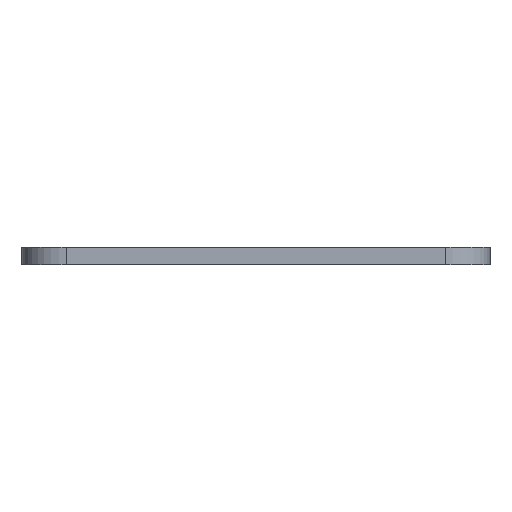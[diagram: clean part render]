
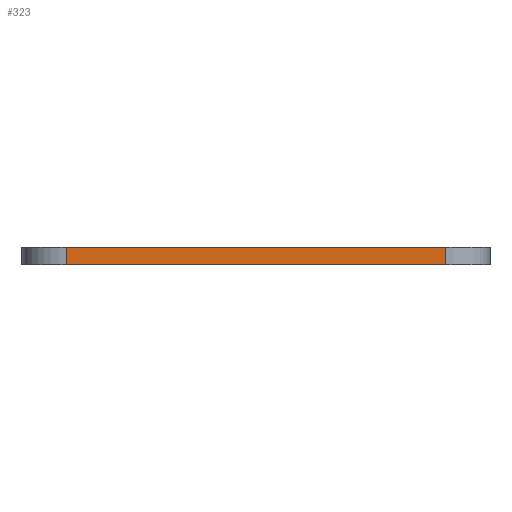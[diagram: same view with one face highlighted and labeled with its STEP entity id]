
A CAD part, left-side view. The second image highlights one B-rep face of the part: STEP entity #323.
In plain terms, the highlighted planar face has unit normal (-1, 0, 0).
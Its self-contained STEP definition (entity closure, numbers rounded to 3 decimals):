
#93 = EDGE_CURVE('',#94,#96,#98,.T.);
#94 = VERTEX_POINT('',#95);
#95 = CARTESIAN_POINT('',(0.013,-4.,0.));
#96 = VERTEX_POINT('',#97);
#97 = CARTESIAN_POINT('',(0.013,-4.,1.6));
#98 = LINE('',#99,#100);
#99 = CARTESIAN_POINT('',(0.013,-4.,0.));
#100 = VECTOR('',#101,1.);
#101 = DIRECTION('',(0.,0.,1.));
#296 = VERTEX_POINT('',#297);
#297 = CARTESIAN_POINT('',(0.013,-38.,1.6));
#304 = EDGE_CURVE('',#305,#296,#307,.T.);
#305 = VERTEX_POINT('',#306);
#306 = CARTESIAN_POINT('',(0.013,-38.,0.));
#307 = LINE('',#308,#309);
#308 = CARTESIAN_POINT('',(0.013,-38.,0.));
#309 = VECTOR('',#310,1.);
#310 = DIRECTION('',(0.,0.,1.));
#323 = ADVANCED_FACE('',(#324),#340,.T.);
#324 = FACE_BOUND('',#325,.T.);
#325 = EDGE_LOOP('',(#326,#327,#333,#334));
#326 = ORIENTED_EDGE('',*,*,#304,.T.);
#327 = ORIENTED_EDGE('',*,*,#328,.T.);
#328 = EDGE_CURVE('',#296,#96,#329,.T.);
#329 = LINE('',#330,#331);
#330 = CARTESIAN_POINT('',(0.013,-38.,1.6));
#331 = VECTOR('',#332,1.);
#332 = DIRECTION('',(0.,1.,0.));
#333 = ORIENTED_EDGE('',*,*,#93,.F.);
#334 = ORIENTED_EDGE('',*,*,#335,.F.);
#335 = EDGE_CURVE('',#305,#94,#336,.T.);
#336 = LINE('',#337,#338);
#337 = CARTESIAN_POINT('',(0.013,-38.,0.));
#338 = VECTOR('',#339,1.);
#339 = DIRECTION('',(0.,1.,0.));
#340 = PLANE('',#341);
#341 = AXIS2_PLACEMENT_3D('',#342,#343,#344);
#342 = CARTESIAN_POINT('',(0.013,-38.,0.));
#343 = DIRECTION('',(-1.,0.,0.));
#344 = DIRECTION('',(0.,1.,0.));
